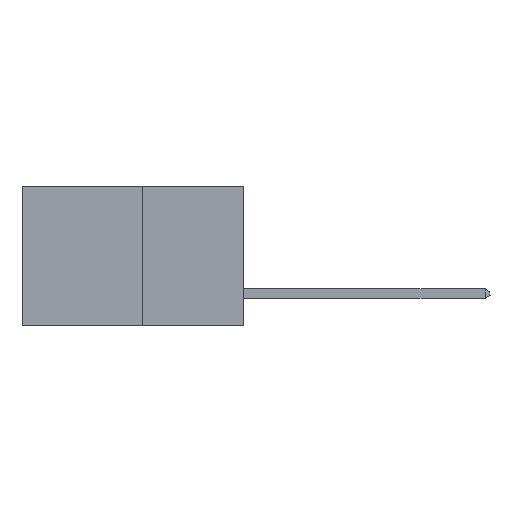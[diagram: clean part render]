
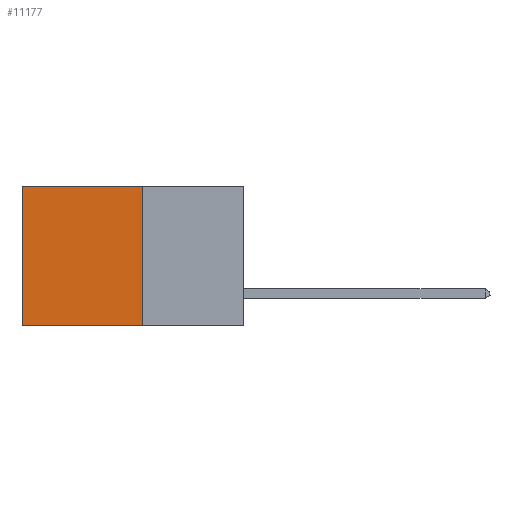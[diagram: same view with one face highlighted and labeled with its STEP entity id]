
A CAD part, left-side view. The second image highlights one B-rep face of the part: STEP entity #11177.
In plain terms, the highlighted planar face has unit normal (-1, 0, 0).
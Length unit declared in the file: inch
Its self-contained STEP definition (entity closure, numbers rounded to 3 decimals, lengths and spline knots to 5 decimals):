
#371 = DIRECTION ( 'NONE',  ( 0., 0., -1. ) ) ;
#539 = DIRECTION ( 'NONE',  ( 0., 1., 0. ) ) ;
#644 = ORIENTED_EDGE ( 'NONE', *, *, #3797, .F. ) ;
#738 = LINE ( 'NONE', #10224, #4538 ) ;
#1348 = VERTEX_POINT ( 'NONE', #12986 ) ;
#1509 = CARTESIAN_POINT ( 'NONE',  ( 0.277, 0.27, 0. ) ) ;
#3797 = EDGE_CURVE ( 'NONE', #10181, #1348, #7297, .T. ) ;
#4106 = CARTESIAN_POINT ( 'NONE',  ( 0.277, 0.27, -0.37 ) ) ;
#4538 = VECTOR ( 'NONE', #539, 39.37008 ) ;
#6454 = EDGE_CURVE ( 'NONE', #17101, #1348, #9160, .T. ) ;
#7297 = LINE ( 'NONE', #14863, #15108 ) ;
#8549 = DIRECTION ( 'NONE',  ( 1., 0., 0. ) ) ;
#8568 = EDGE_CURVE ( 'NONE', #11635, #10181, #16077, .T. ) ;
#8661 = VECTOR ( 'NONE', #371, 39.37008 ) ;
#9160 = LINE ( 'NONE', #19122, #8661 ) ;
#9866 = FACE_OUTER_BOUND ( 'NONE', #13369, .T. ) ;
#10181 = VERTEX_POINT ( 'NONE', #4106 ) ;
#10224 = CARTESIAN_POINT ( 'NONE',  ( 0.277, 0.27, 0. ) ) ;
#10488 = DIRECTION ( 'NONE',  ( 0., 1., 0. ) ) ;
#11177 = ADVANCED_FACE ( 'NONE', ( #9866 ), #17783, .F. ) ;
#11216 = EDGE_CURVE ( 'NONE', #11635, #17101, #738, .T. ) ;
#11456 = ORIENTED_EDGE ( 'NONE', *, *, #8568, .F. ) ;
#11635 = VERTEX_POINT ( 'NONE', #1509 ) ;
#12986 = CARTESIAN_POINT ( 'NONE',  ( 0.277, 0.59, -0.37 ) ) ;
#13369 = EDGE_LOOP ( 'NONE', ( #18344, #644, #11456, #18640 ) ) ;
#14101 = CARTESIAN_POINT ( 'NONE',  ( 0.277, 0.59, 0. ) ) ;
#14775 = CARTESIAN_POINT ( 'NONE',  ( 0.277, 0.27, -0.37 ) ) ;
#14863 = CARTESIAN_POINT ( 'NONE',  ( 0.277, 0.27, -0.37 ) ) ;
#15108 = VECTOR ( 'NONE', #10488, 39.37008 ) ;
#15599 = VECTOR ( 'NONE', #17687, 39.37008 ) ;
#16077 = LINE ( 'NONE', #16182, #15599 ) ;
#16182 = CARTESIAN_POINT ( 'NONE',  ( 0.277, 0.27, -0.37 ) ) ;
#17101 = VERTEX_POINT ( 'NONE', #14101 ) ;
#17120 = AXIS2_PLACEMENT_3D ( 'NONE', #14775, #8549, #19276 ) ;
#17687 = DIRECTION ( 'NONE',  ( 0., 0., -1. ) ) ;
#17783 = PLANE ( 'NONE',  #17120 ) ;
#18344 = ORIENTED_EDGE ( 'NONE', *, *, #6454, .T. ) ;
#18640 = ORIENTED_EDGE ( 'NONE', *, *, #11216, .T. ) ;
#19122 = CARTESIAN_POINT ( 'NONE',  ( 0.277, 0.59, -0.37 ) ) ;
#19276 = DIRECTION ( 'NONE',  ( 0., 0., -1. ) ) ;
